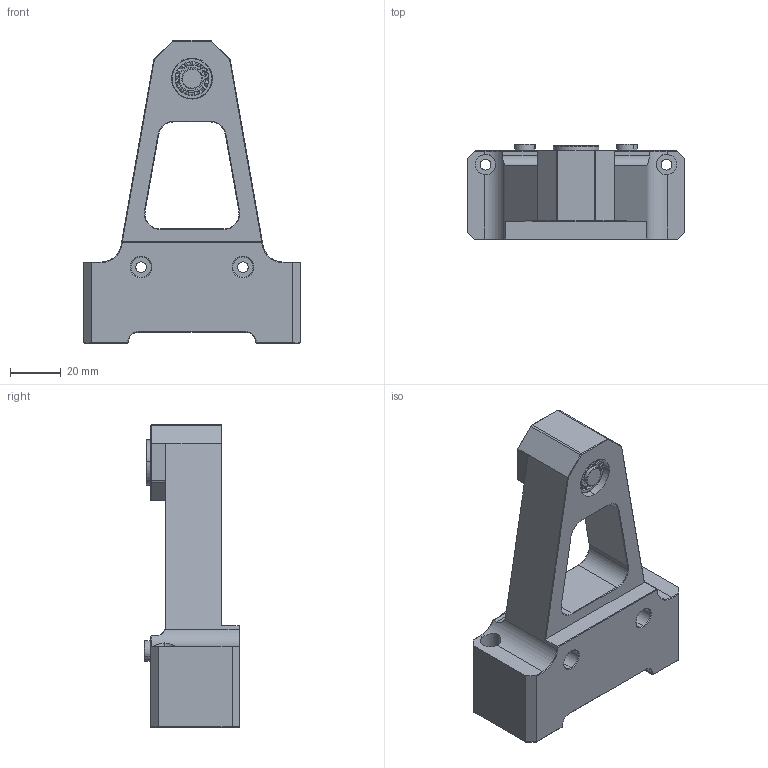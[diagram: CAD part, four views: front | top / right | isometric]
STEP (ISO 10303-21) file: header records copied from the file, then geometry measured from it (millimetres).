
FILE_DESCRIPTION (( 'STEP AP203' ), '1' );
FILE_NAME ('FY-GFS 16-萵蛈.STEP', '2023-11-16T07:02:15', ( 'User' ), ( 'Microsoft' ), 'SwSTEP 2.0', 'SolidWorks 2015', '' );
FILE_SCHEMA (( 'CONFIG_CONTROL_DESIGN' ));
Length unit declared in the file: millimetre
Products named in the file (8): FY-GFS 16-萵蛈; FY-GFS 16褲极 - 萵蛈; FY-GFS 16植雄楊擘; deep groove ball bearings gb_Rolling bearings 61801 GB 276-94; deep groove ball bearings gb_Rolling bearings 618-8 GB 276-94; circlips for holes--type a gb_GB_CONNECTING_PIECE_RING_RRH 21; circlips for shaft--type a small gb_GB_CONNECTING_PIECE_RING_RRA 8; 8X6X5
Assembly tree (8 placements, depth 2):
  FY-GFS 16-萵蛈
    FY-GFS 16褲极 - 萵蛈
    FY-GFS 16植雄楊擘
    deep groove ball bearings gb_Rolling bearings 61801 GB 276-94
    deep groove ball bearings gb_Rolling bearings 618-8 GB 276-94
    circlips for holes--type a gb_GB_CONNECTING_PIECE_RING_RRH 21
    circlips for shaft--type a small gb_GB_CONNECTING_PIECE_RING_RRA 8
    8X6X5  x2
Bounding box: 85 x 37.5 x 119 mm (x, y, z)
Volume: 120354.8 mm3; surface area: 36261.9 mm2
Topology: 8 solids, 8 shells, 679 faces, 2254 edges, 1458 vertices
Faces by surface type: plane 173, cylinder 154, torus 140, cone 92, sphere 78, bspline 42
Entity records: 27548 total; most frequent: CARTESIAN_POINT 9326, ORIENTED_EDGE 3972, DIRECTION 3370, EDGE_CURVE 1986, AXIS2_PLACEMENT_3D 1382, VERTEX_POINT 1290, CIRCLE 748, EDGE_LOOP 718
